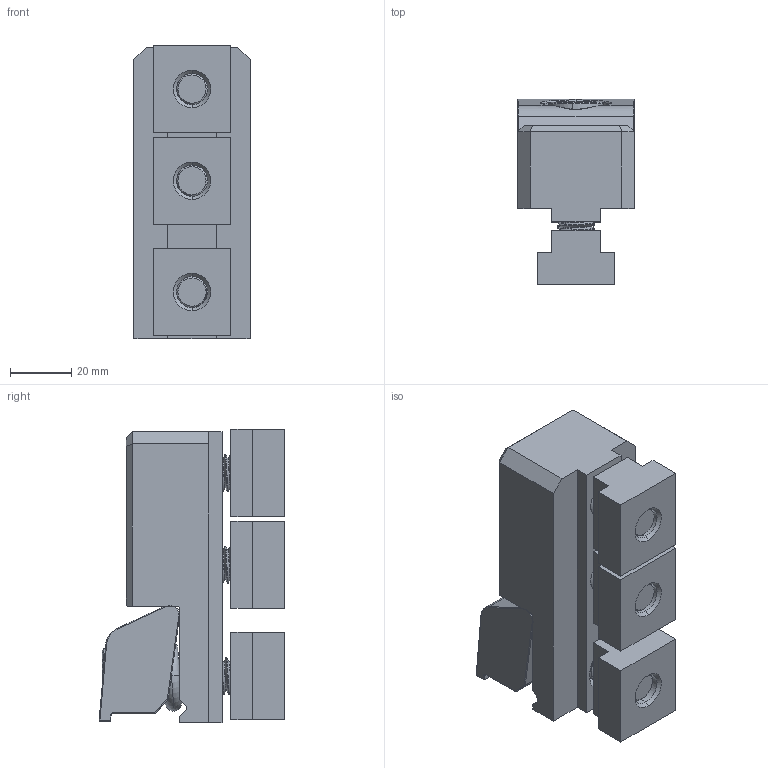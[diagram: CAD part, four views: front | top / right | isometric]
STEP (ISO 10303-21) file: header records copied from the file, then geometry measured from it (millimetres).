
FILE_DESCRIPTION (( 'STEP AP203' ), '1' );
FILE_NAME ('M10304.STEP', '2019-06-24T18:42:29', ( 'Marc' ), ( 'Microsoft' ), 'SwSTEP 2.0', 'SolidWorks 2018', '' );
FILE_SCHEMA (( 'CONFIG_CONTROL_DESIGN' ));
Length unit declared in the file: inch
Products named in the file (8): 540161_540161; 2608X1_FR_Body-Config_260851; 310 O-RING_310 O-RING; M1245MM SHCS_M1245MM SHCS; 56088_IN-LINE_56085_IN-LINE; M1235MM SHCS_M1235MM SHCS; M10304; Q104030_Q104030 (3 T-Nuts)
Assembly tree (10 placements, depth 3):
  M10304
    Q104030_Q104030 (3 T-Nuts)
    540161_540161  x3
    56088_IN-LINE_56085_IN-LINE
      2608X1_FR_Body-Config_260851
      310 O-RING_310 O-RING
      M1245MM SHCS_M1245MM SHCS
    M1235MM SHCS_M1235MM SHCS  x2
Bounding box: 38.1 x 60.69 x 95.96 mm (x, y, z)
Volume: 129681.3 mm3; surface area: 45817.2 mm2
Topology: 9 solids, 9 shells, 544 faces, 1422 edges, 899 vertices
Faces by surface type: cylinder 325, plane 104, cone 64, bspline 27, torus 16, sphere 8
Entity records: 19326 total; most frequent: CARTESIAN_POINT 9727, ORIENTED_EDGE 2096, DIRECTION 1579, EDGE_CURVE 1048, VERTEX_POINT 659, AXIS2_PLACEMENT_3D 582, EDGE_LOOP 419, LINE 415
